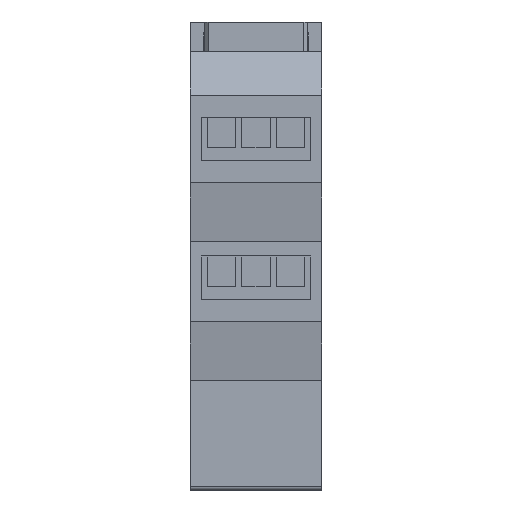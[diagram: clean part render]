
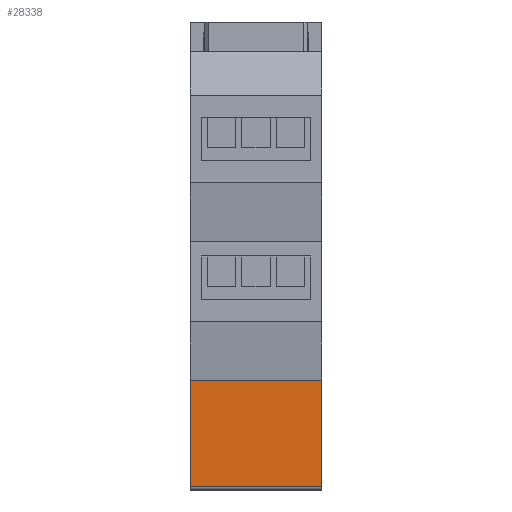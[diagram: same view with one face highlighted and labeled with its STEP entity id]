
A CAD part, front view. The second image highlights one B-rep face of the part: STEP entity #28338.
In plain terms, the highlighted planar face has unit normal (0, -1, 0).
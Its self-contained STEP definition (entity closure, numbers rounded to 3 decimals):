
#2176 = ORIENTED_EDGE ( 'NONE', *, *, #10333, .F. ) ;
#2409 = LINE ( 'NONE', #18513, #19031 ) ;
#3999 = DIRECTION ( 'NONE',  ( 0., 0., -1. ) ) ;
#6063 = AXIS2_PLACEMENT_3D ( 'NONE', #24481, #6573, #18063 ) ;
#6537 = ORIENTED_EDGE ( 'NONE', *, *, #22903, .T. ) ;
#6573 = DIRECTION ( 'NONE',  ( 0., 1., 0. ) ) ;
#6628 = VECTOR ( 'NONE', #14551, 1000. ) ;
#8275 = PLANE ( 'NONE',  #6063 ) ;
#8525 = VECTOR ( 'NONE', #3999, 1000. ) ;
#8659 = VERTEX_POINT ( 'NONE', #14222 ) ;
#10205 = CARTESIAN_POINT ( 'NONE',  ( 9., -22.5, -45. ) ) ;
#10333 = EDGE_CURVE ( 'NONE', #22976, #29118, #21973, .T. ) ;
#10937 = CARTESIAN_POINT ( 'NONE',  ( 9., -22.5, -45. ) ) ;
#11798 = EDGE_LOOP ( 'NONE', ( #26563, #2176, #6537, #25273 ) ) ;
#13515 = EDGE_CURVE ( 'NONE', #23007, #8659, #2409, .T. ) ;
#13895 = DIRECTION ( 'NONE',  ( -1., 0., 0. ) ) ;
#14222 = CARTESIAN_POINT ( 'NONE',  ( -9., -22.5, -45. ) ) ;
#14532 = CARTESIAN_POINT ( 'NONE',  ( 9., -22.5, -59.5 ) ) ;
#14551 = DIRECTION ( 'NONE',  ( -1., 0., 0. ) ) ;
#16484 = EDGE_CURVE ( 'NONE', #29118, #23007, #24904, .T. ) ;
#17859 = VECTOR ( 'NONE', #13895, 1000. ) ;
#18063 = DIRECTION ( 'NONE',  ( 0., 0., 1. ) ) ;
#18513 = CARTESIAN_POINT ( 'NONE',  ( -9., -22.5, 0. ) ) ;
#19031 = VECTOR ( 'NONE', #27250, 1000. ) ;
#19310 = CARTESIAN_POINT ( 'NONE',  ( -9., -22.5, -59.5 ) ) ;
#21973 = LINE ( 'NONE', #10937, #8525 ) ;
#22638 = FACE_OUTER_BOUND ( 'NONE', #11798, .T. ) ;
#22903 = EDGE_CURVE ( 'NONE', #22976, #8659, #25690, .T. ) ;
#22976 = VERTEX_POINT ( 'NONE', #28023 ) ;
#23007 = VERTEX_POINT ( 'NONE', #19310 ) ;
#23258 = CARTESIAN_POINT ( 'NONE',  ( 9., -22.5, -59.5 ) ) ;
#24481 = CARTESIAN_POINT ( 'NONE',  ( 9., -22.5, -45. ) ) ;
#24904 = LINE ( 'NONE', #23258, #17859 ) ;
#25273 = ORIENTED_EDGE ( 'NONE', *, *, #13515, .F. ) ;
#25690 = LINE ( 'NONE', #10205, #6628 ) ;
#26563 = ORIENTED_EDGE ( 'NONE', *, *, #16484, .F. ) ;
#27250 = DIRECTION ( 'NONE',  ( 0., 0., 1. ) ) ;
#28023 = CARTESIAN_POINT ( 'NONE',  ( 9., -22.5, -45. ) ) ;
#28338 = ADVANCED_FACE ( 'NONE', ( #22638 ), #8275, .F. ) ;
#29118 = VERTEX_POINT ( 'NONE', #14532 ) ;
